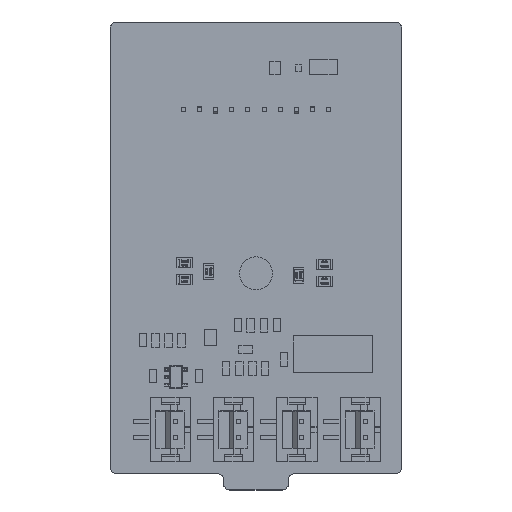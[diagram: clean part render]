
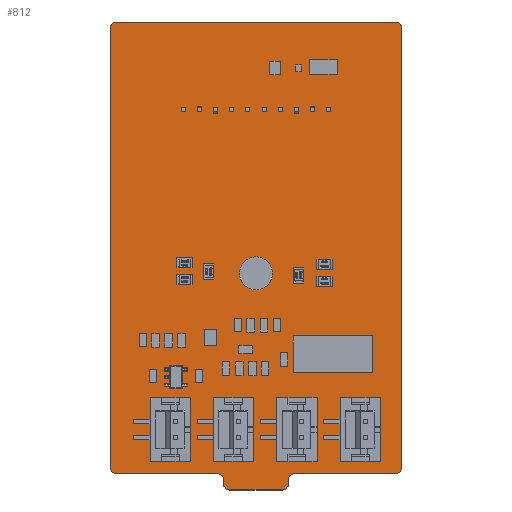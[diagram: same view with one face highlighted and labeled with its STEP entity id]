
A CAD part, top view. The second image highlights one B-rep face of the part: STEP entity #812.
In plain terms, the highlighted planar face has unit normal (0, 0, 1).
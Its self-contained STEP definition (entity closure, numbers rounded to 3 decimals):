
#283 = VERTEX_POINT('',#284);
#284 = CARTESIAN_POINT('',(13.25,0.,0.));
#290 = EDGE_CURVE('',#283,#291,#293,.T.);
#291 = VERTEX_POINT('',#292);
#292 = CARTESIAN_POINT('',(14.,-0.75,0.));
#293 = CIRCLE('',#294,0.751);
#294 = AXIS2_PLACEMENT_3D('',#295,#296,#297);
#295 = CARTESIAN_POINT('',(13.249,-0.751,0.));
#296 = DIRECTION('',(0.,0.,-1.));
#297 = DIRECTION('',(0.002,1.,0.));
#323 = EDGE_CURVE('',#291,#324,#326,.T.);
#324 = VERTEX_POINT('',#325);
#325 = CARTESIAN_POINT('',(14.,-1.25,0.));
#326 = LINE('',#327,#328);
#327 = CARTESIAN_POINT('',(14.,-0.75,0.));
#328 = VECTOR('',#329,1.);
#329 = DIRECTION('',(0.,-1.,0.));
#354 = EDGE_CURVE('',#324,#355,#357,.T.);
#355 = VERTEX_POINT('',#356);
#356 = CARTESIAN_POINT('',(14.75,-2.,0.));
#357 = CIRCLE('',#358,0.751);
#358 = AXIS2_PLACEMENT_3D('',#359,#360,#361);
#359 = CARTESIAN_POINT('',(14.751,-1.249,0.));
#360 = DIRECTION('',(0.,0.,1.));
#361 = DIRECTION('',(-1.,-0.002,0.));
#387 = EDGE_CURVE('',#355,#388,#390,.T.);
#388 = VERTEX_POINT('',#389);
#389 = CARTESIAN_POINT('',(21.25,-2.,0.));
#390 = LINE('',#391,#392);
#391 = CARTESIAN_POINT('',(14.75,-2.,0.));
#392 = VECTOR('',#393,1.);
#393 = DIRECTION('',(1.,0.,0.));
#418 = EDGE_CURVE('',#388,#419,#421,.T.);
#419 = VERTEX_POINT('',#420);
#420 = CARTESIAN_POINT('',(22.,-1.25,0.));
#421 = CIRCLE('',#422,0.751);
#422 = AXIS2_PLACEMENT_3D('',#423,#424,#425);
#423 = CARTESIAN_POINT('',(21.249,-1.249,0.));
#424 = DIRECTION('',(0.,0.,1.));
#425 = DIRECTION('',(0.002,-1.,0.));
#451 = EDGE_CURVE('',#419,#452,#454,.T.);
#452 = VERTEX_POINT('',#453);
#453 = CARTESIAN_POINT('',(22.,-0.75,0.));
#454 = LINE('',#455,#456);
#455 = CARTESIAN_POINT('',(22.,-1.25,0.));
#456 = VECTOR('',#457,1.);
#457 = DIRECTION('',(0.,1.,0.));
#482 = EDGE_CURVE('',#452,#483,#485,.T.);
#483 = VERTEX_POINT('',#484);
#484 = CARTESIAN_POINT('',(22.75,0.,0.));
#485 = CIRCLE('',#486,0.751);
#486 = AXIS2_PLACEMENT_3D('',#487,#488,#489);
#487 = CARTESIAN_POINT('',(22.751,-0.751,0.));
#488 = DIRECTION('',(0.,0.,-1.));
#489 = DIRECTION('',(-1.,0.002,0.));
#515 = EDGE_CURVE('',#483,#516,#518,.T.);
#516 = VERTEX_POINT('',#517);
#517 = CARTESIAN_POINT('',(35.25,0.,0.));
#518 = LINE('',#519,#520);
#519 = CARTESIAN_POINT('',(22.75,0.,0.));
#520 = VECTOR('',#521,1.);
#521 = DIRECTION('',(1.,0.,0.));
#546 = EDGE_CURVE('',#516,#547,#549,.T.);
#547 = VERTEX_POINT('',#548);
#548 = CARTESIAN_POINT('',(36.,0.75,0.));
#549 = CIRCLE('',#550,0.751);
#550 = AXIS2_PLACEMENT_3D('',#551,#552,#553);
#551 = CARTESIAN_POINT('',(35.249,0.751,0.));
#552 = DIRECTION('',(0.,0.,1.));
#553 = DIRECTION('',(0.002,-1.,0.));
#579 = EDGE_CURVE('',#547,#580,#582,.T.);
#580 = VERTEX_POINT('',#581);
#581 = CARTESIAN_POINT('',(36.,55.05,0.));
#582 = LINE('',#583,#584);
#583 = CARTESIAN_POINT('',(36.,0.75,0.));
#584 = VECTOR('',#585,1.);
#585 = DIRECTION('',(0.,1.,0.));
#610 = EDGE_CURVE('',#580,#611,#613,.T.);
#611 = VERTEX_POINT('',#612);
#612 = CARTESIAN_POINT('',(35.25,55.8,0.));
#613 = CIRCLE('',#614,0.751);
#614 = AXIS2_PLACEMENT_3D('',#615,#616,#617);
#615 = CARTESIAN_POINT('',(35.249,55.049,0.));
#616 = DIRECTION('',(0.,0.,1.));
#617 = DIRECTION('',(1.,0.001,0.));
#643 = EDGE_CURVE('',#611,#644,#646,.T.);
#644 = VERTEX_POINT('',#645);
#645 = CARTESIAN_POINT('',(0.75,55.8,0.));
#646 = LINE('',#647,#648);
#647 = CARTESIAN_POINT('',(35.25,55.8,0.));
#648 = VECTOR('',#649,1.);
#649 = DIRECTION('',(-1.,0.,0.));
#674 = EDGE_CURVE('',#644,#675,#677,.T.);
#675 = VERTEX_POINT('',#676);
#676 = CARTESIAN_POINT('',(0.,55.05,0.)
  );
#677 = CIRCLE('',#678,0.751);
#678 = AXIS2_PLACEMENT_3D('',#679,#680,#681);
#679 = CARTESIAN_POINT('',(0.751,55.049,0.));
#680 = DIRECTION('',(0.,0.,1.));
#681 = DIRECTION('',(-0.001,1.,0.));
#707 = EDGE_CURVE('',#675,#708,#710,.T.);
#708 = VERTEX_POINT('',#709);
#709 = CARTESIAN_POINT('',(0.,0.75,0.));
#710 = LINE('',#711,#712);
#711 = CARTESIAN_POINT('',(0.,55.05,0.));
#712 = VECTOR('',#713,1.);
#713 = DIRECTION('',(0.,-1.,0.));
#738 = EDGE_CURVE('',#708,#739,#741,.T.);
#739 = VERTEX_POINT('',#740);
#740 = CARTESIAN_POINT('',(0.75,0.,0.));
#741 = CIRCLE('',#742,0.751);
#742 = AXIS2_PLACEMENT_3D('',#743,#744,#745);
#743 = CARTESIAN_POINT('',(0.751,0.751,0.));
#744 = DIRECTION('',(0.,0.,1.));
#745 = DIRECTION('',(-1.,-0.002,0.));
#771 = EDGE_CURVE('',#739,#283,#772,.T.);
#772 = LINE('',#773,#774);
#773 = CARTESIAN_POINT('',(0.75,0.,0.));
#774 = VECTOR('',#775,1.);
#775 = DIRECTION('',(1.,0.,0.));
#812 = ADVANCED_FACE('',(#813),#831,.T.);
#813 = FACE_BOUND('',#814,.T.);
#814 = EDGE_LOOP('',(#815,#816,#817,#818,#819,#820,#821,#822,#823,#824,
    #825,#826,#827,#828,#829,#830));
#815 = ORIENTED_EDGE('',*,*,#290,.T.);
#816 = ORIENTED_EDGE('',*,*,#323,.T.);
#817 = ORIENTED_EDGE('',*,*,#354,.T.);
#818 = ORIENTED_EDGE('',*,*,#387,.T.);
#819 = ORIENTED_EDGE('',*,*,#418,.T.);
#820 = ORIENTED_EDGE('',*,*,#451,.T.);
#821 = ORIENTED_EDGE('',*,*,#482,.T.);
#822 = ORIENTED_EDGE('',*,*,#515,.T.);
#823 = ORIENTED_EDGE('',*,*,#546,.T.);
#824 = ORIENTED_EDGE('',*,*,#579,.T.);
#825 = ORIENTED_EDGE('',*,*,#610,.T.);
#826 = ORIENTED_EDGE('',*,*,#643,.T.);
#827 = ORIENTED_EDGE('',*,*,#674,.T.);
#828 = ORIENTED_EDGE('',*,*,#707,.T.);
#829 = ORIENTED_EDGE('',*,*,#738,.T.);
#830 = ORIENTED_EDGE('',*,*,#771,.T.);
#831 = PLANE('',#832);
#832 = AXIS2_PLACEMENT_3D('',#833,#834,#835);
#833 = CARTESIAN_POINT('',(13.25,0.,0.));
#834 = DIRECTION('',(0.,0.,1.));
#835 = DIRECTION('',(1.,0.,0.));
